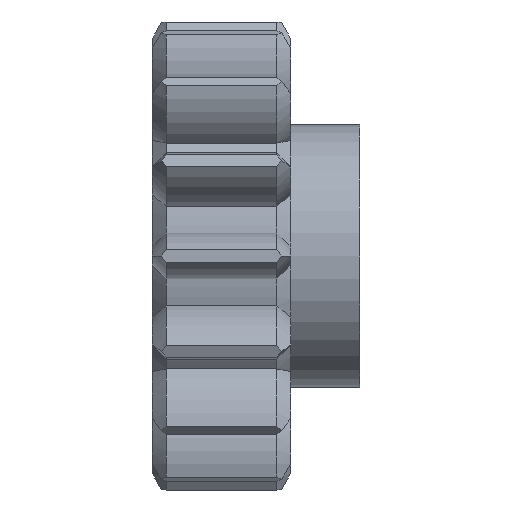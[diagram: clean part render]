
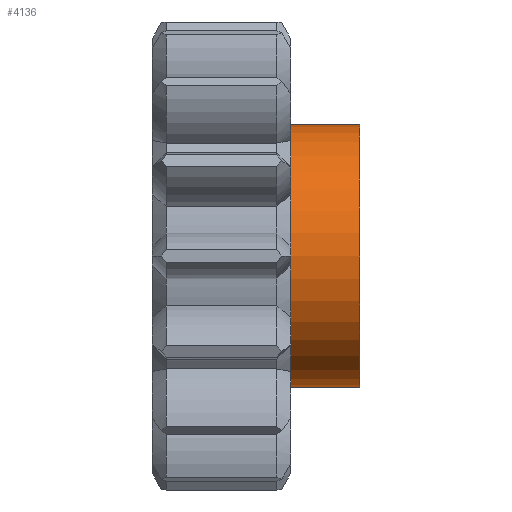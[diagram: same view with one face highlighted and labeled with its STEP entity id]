
A CAD part, front view. The second image highlights one B-rep face of the part: STEP entity #4136.
In plain terms, the highlighted cylindrical face has radius 9.5 mm (diameter 19 mm), a partial arc.
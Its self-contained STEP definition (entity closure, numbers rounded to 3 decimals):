
#173 = CARTESIAN_POINT ( 'NONE',  ( 15., 0., 9.5 ) ) ;
#462 = CARTESIAN_POINT ( 'NONE',  ( 10., 0., 0. ) ) ;
#545 = EDGE_CURVE ( 'NONE', #823, #2356, #4974, .T. ) ;
#745 = ORIENTED_EDGE ( 'NONE', *, *, #758, .F. ) ;
#758 = EDGE_CURVE ( 'NONE', #2356, #1151, #5847, .T. ) ;
#823 = VERTEX_POINT ( 'NONE', #5878 ) ;
#867 = DIRECTION ( 'NONE',  ( 0., 0., 1. ) ) ;
#1033 = DIRECTION ( 'NONE',  ( 0., 0., -1. ) ) ;
#1111 = ORIENTED_EDGE ( 'NONE', *, *, #6518, .T. ) ;
#1151 = VERTEX_POINT ( 'NONE', #3901 ) ;
#1476 = ORIENTED_EDGE ( 'NONE', *, *, #545, .F. ) ;
#1854 = CYLINDRICAL_SURFACE ( 'NONE', #3515, 9.5 ) ;
#1885 = FACE_OUTER_BOUND ( 'NONE', #3217, .T. ) ;
#1949 = DIRECTION ( 'NONE',  ( -1., 0., 0. ) ) ;
#2076 = DIRECTION ( 'NONE',  ( 1., 0., 0. ) ) ;
#2130 = DIRECTION ( 'NONE',  ( -1., 0., 0. ) ) ;
#2356 = VERTEX_POINT ( 'NONE', #4801 ) ;
#2522 = DIRECTION ( 'NONE',  ( 0., 0., -1. ) ) ;
#2563 = CARTESIAN_POINT ( 'NONE',  ( 15., 0., 0. ) ) ;
#2692 = EDGE_CURVE ( 'NONE', #823, #5384, #6203, .T. ) ;
#2838 = AXIS2_PLACEMENT_3D ( 'NONE', #462, #2076, #2522 ) ;
#2936 = CARTESIAN_POINT ( 'NONE',  ( 10., 0., 9.5 ) ) ;
#3217 = EDGE_LOOP ( 'NONE', ( #745, #1476, #3616, #1111 ) ) ;
#3357 = DIRECTION ( 'NONE',  ( -1., 0., 0. ) ) ;
#3495 = DIRECTION ( 'NONE',  ( 1., 0., 0. ) ) ;
#3500 = CARTESIAN_POINT ( 'NONE',  ( 15., 0., 0. ) ) ;
#3515 = AXIS2_PLACEMENT_3D ( 'NONE', #3500, #1949, #867 ) ;
#3616 = ORIENTED_EDGE ( 'NONE', *, *, #2692, .T. ) ;
#3901 = CARTESIAN_POINT ( 'NONE',  ( 10., 0., -9.5 ) ) ;
#4136 = ADVANCED_FACE ( 'NONE', ( #1885 ), #1854, .T. ) ;
#4754 = AXIS2_PLACEMENT_3D ( 'NONE', #2563, #3495, #1033 ) ;
#4777 = CIRCLE ( 'NONE', #2838, 9.5 ) ;
#4801 = CARTESIAN_POINT ( 'NONE',  ( 15., 0., -9.5 ) ) ;
#4844 = CARTESIAN_POINT ( 'NONE',  ( 15., 0., -9.5 ) ) ;
#4974 = CIRCLE ( 'NONE', #4754, 9.5 ) ;
#5270 = VECTOR ( 'NONE', #2130, 1000. ) ;
#5298 = VECTOR ( 'NONE', #3357, 1000. ) ;
#5384 = VERTEX_POINT ( 'NONE', #2936 ) ;
#5847 = LINE ( 'NONE', #4844, #5298 ) ;
#5878 = CARTESIAN_POINT ( 'NONE',  ( 15., 0., 9.5 ) ) ;
#6203 = LINE ( 'NONE', #173, #5270 ) ;
#6518 = EDGE_CURVE ( 'NONE', #5384, #1151, #4777, .T. ) ;
